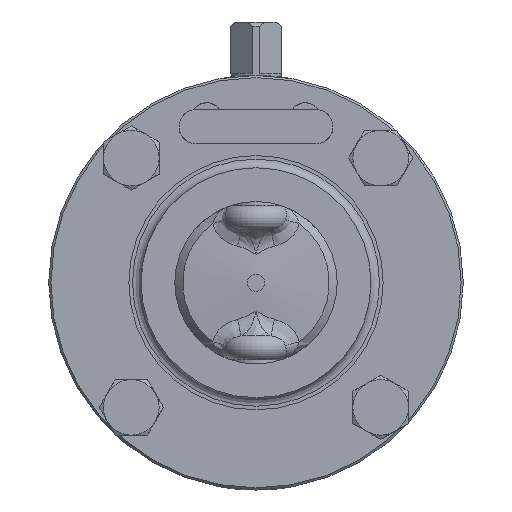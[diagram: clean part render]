
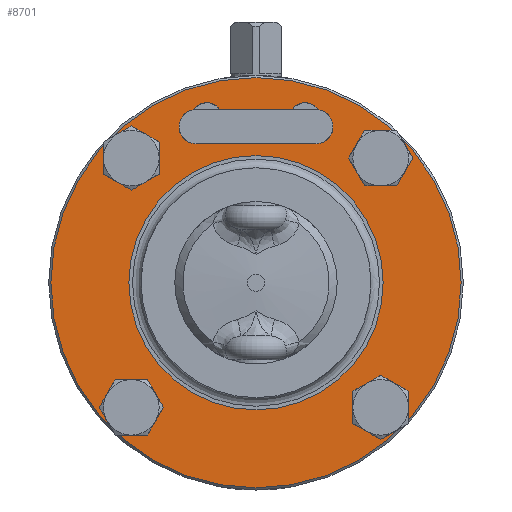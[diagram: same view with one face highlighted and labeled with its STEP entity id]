
A CAD part, left-side view. The second image highlights one B-rep face of the part: STEP entity #8701.
In plain terms, the highlighted planar face has unit normal (-1, 0, 0).
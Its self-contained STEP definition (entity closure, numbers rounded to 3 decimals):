
#369=CARTESIAN_POINT('',(-10.0,11.5,34.9));
#370=VERTEX_POINT('',#369);
#371=CARTESIAN_POINT('',(-10.0,11.5,38.5));
#372=DIRECTION('',(1.0,0.0,0.0));
#373=DIRECTION('',(0.0,0.0,-1.0));
#374=AXIS2_PLACEMENT_3D('',#371,#372,#373);
#375=CIRCLE('',#374,3.6);
#376=EDGE_CURVE('',#370,#370,#375,.T.);
#406=CARTESIAN_POINT('',(-10.0,-11.5,34.9));
#407=VERTEX_POINT('',#406);
#408=CARTESIAN_POINT('',(-10.0,-11.5,38.5));
#409=DIRECTION('',(1.0,0.0,0.0));
#410=DIRECTION('',(0.0,0.0,-1.0));
#411=AXIS2_PLACEMENT_3D('',#408,#409,#410);
#412=CIRCLE('',#411,3.6);
#413=EDGE_CURVE('',#407,#407,#412,.T.);
#1483=CARTESIAN_POINT('',(-10.,29.168,23.468));
#1484=VERTEX_POINT('',#1483);
#1485=CARTESIAN_POINT('',(-10.0,29.168,29.168));
#1486=DIRECTION('',(1.0,0.0,0.0));
#1487=DIRECTION('',(0.0,0.0,-1.0));
#1488=AXIS2_PLACEMENT_3D('',#1485,#1486,#1487);
#1489=CIRCLE('',#1488,5.7);
#1490=EDGE_CURVE('',#1484,#1484,#1489,.T.);
#2361=CARTESIAN_POINT('',(-10.,23.468,-29.168));
#2362=VERTEX_POINT('',#2361);
#2363=CARTESIAN_POINT('',(-10.0,29.168,-29.168));
#2364=DIRECTION('',(1.0,0.0,0.0));
#2365=DIRECTION('',(0.0,-1.0,0.0));
#2366=AXIS2_PLACEMENT_3D('',#2363,#2364,#2365);
#2367=CIRCLE('',#2366,5.7);
#2368=EDGE_CURVE('',#2362,#2362,#2367,.T.);
#3239=CARTESIAN_POINT('',(-10.,-29.168,-23.468));
#3240=VERTEX_POINT('',#3239);
#3241=CARTESIAN_POINT('',(-10.0,-29.168,-29.168));
#3242=DIRECTION('',(1.0,0.0,0.0));
#3243=DIRECTION('',(0.0,0.0,1.0));
#3244=AXIS2_PLACEMENT_3D('',#3241,#3242,#3243);
#3245=CIRCLE('',#3244,5.7);
#3246=EDGE_CURVE('',#3240,#3240,#3245,.T.);
#4117=CARTESIAN_POINT('',(-10.,-23.468,29.168));
#4118=VERTEX_POINT('',#4117);
#4119=CARTESIAN_POINT('',(-10.0,-29.168,29.168));
#4120=DIRECTION('',(1.0,0.0,0.0));
#4121=DIRECTION('',(0.0,1.0,0.0));
#4122=AXIS2_PLACEMENT_3D('',#4119,#4120,#4121);
#4123=CIRCLE('',#4122,5.7);
#4124=EDGE_CURVE('',#4118,#4118,#4123,.T.);
#8652=CARTESIAN_POINT('',(-10.0,-48.,0.));
#8653=VERTEX_POINT('',#8652);
#8654=CARTESIAN_POINT('',(-10.0,0.0,0.0));
#8655=DIRECTION('',(1.0,0.0,0.0));
#8656=DIRECTION('',(0.0,1.0,0.0));
#8657=AXIS2_PLACEMENT_3D('',#8654,#8655,#8656);
#8658=CIRCLE('',#8657,48.);
#8659=EDGE_CURVE('',#8653,#8653,#8658,.T.);
#8664=CARTESIAN_POINT('',(-10.0,-39.125,0.0));
#8665=DIRECTION('',(-1.0,0.0,0.0));
#8666=DIRECTION('',(0.0,0.0,-1.0));
#8667=AXIS2_PLACEMENT_3D('',#8664,#8665,#8666);
#8668=PLANE('',#8667);
#8669=ORIENTED_EDGE('',*,*,#8659,.F.);
#8670=EDGE_LOOP('',(#8669));
#8671=FACE_OUTER_BOUND('',#8670,.T.);
#8672=ORIENTED_EDGE('',*,*,#1490,.T.);
#8673=EDGE_LOOP('',(#8672));
#8674=FACE_BOUND('',#8673,.T.);
#8675=ORIENTED_EDGE('',*,*,#2368,.T.);
#8676=EDGE_LOOP('',(#8675));
#8677=FACE_BOUND('',#8676,.T.);
#8678=ORIENTED_EDGE('',*,*,#3246,.T.);
#8679=EDGE_LOOP('',(#8678));
#8680=FACE_BOUND('',#8679,.T.);
#8681=ORIENTED_EDGE('',*,*,#4124,.T.);
#8682=EDGE_LOOP('',(#8681));
#8683=FACE_BOUND('',#8682,.T.);
#8684=CARTESIAN_POINT('',(-10.,-29.75,0.0));
#8685=VERTEX_POINT('',#8684);
#8686=CARTESIAN_POINT('',(-10.,0.0,0.0));
#8687=DIRECTION('',(-1.0,0.0,0.0));
#8688=DIRECTION('',(0.0,-1.0,0.0));
#8689=AXIS2_PLACEMENT_3D('',#8686,#8687,#8688);
#8690=CIRCLE('',#8689,29.75);
#8691=EDGE_CURVE('',#8685,#8685,#8690,.T.);
#8692=ORIENTED_EDGE('',*,*,#8691,.F.);
#8693=EDGE_LOOP('',(#8692));
#8694=FACE_BOUND('',#8693,.T.);
#8695=ORIENTED_EDGE('',*,*,#413,.T.);
#8696=EDGE_LOOP('',(#8695));
#8697=FACE_BOUND('',#8696,.T.);
#8698=ORIENTED_EDGE('',*,*,#376,.T.);
#8699=EDGE_LOOP('',(#8698));
#8700=FACE_BOUND('',#8699,.T.);
#8701=ADVANCED_FACE('',(#8671,#8674,#8677,#8680,#8683,#8694,#8697,#8700),#8668,.T.);
